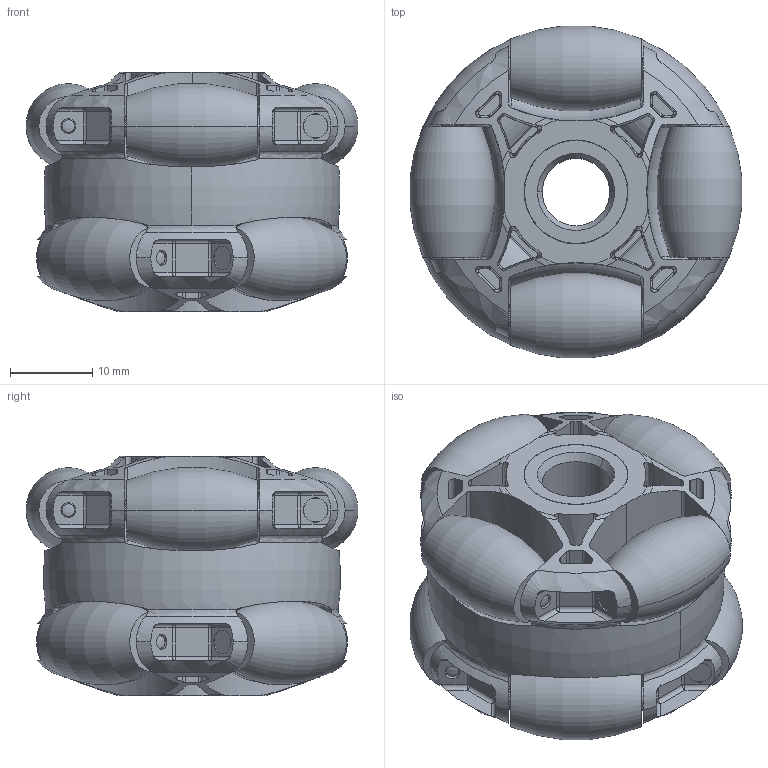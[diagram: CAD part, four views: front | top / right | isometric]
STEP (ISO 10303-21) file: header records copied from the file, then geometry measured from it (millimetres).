
FILE_DESCRIPTION (( 'STEP AP214' ), '1' );
FILE_NAME ('0027704.step', '2022-02-04T09:51:39', ( '' ), ( '' ), 'SwSTEP 2.0', 'SolidWorks 2020', '' );
FILE_SCHEMA (( 'AUTOMOTIVE_DESIGN' ));
Length unit declared in the file: millimetre
Products named in the file (1): 0027704
Bounding box: 40.27 x 40.27 x 29 mm (x, y, z)
Volume: 21278.1 mm3; surface area: 18690 mm2
Topology: 19 solids, 19 shells, 1001 faces, 2392 edges, 1420 vertices
Faces by surface type: cylinder 370, bspline 336, plane 160, cone 109, torus 26
Entity records: 48295 total; most frequent: CARTESIAN_POINT 16305, ORIENTED_EDGE 4716, DIRECTION 3758, EDGE_CURVE 2358, AXIS2_PLACEMENT_3D 1575, VERTEX_POINT 1420, EDGE_LOOP 1080, UNCERTAINTY_MEASURE_WITH_UNIT 1022
